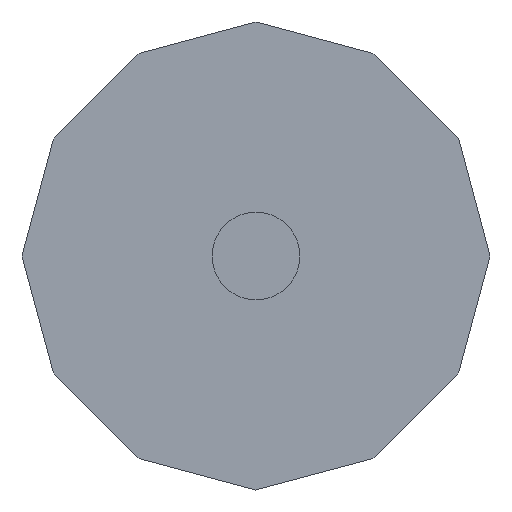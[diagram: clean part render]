
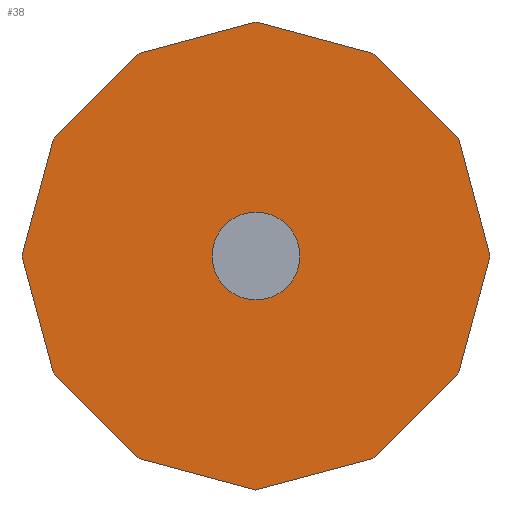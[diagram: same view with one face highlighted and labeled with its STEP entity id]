
A CAD part, front view. The second image highlights one B-rep face of the part: STEP entity #38.
In plain terms, the highlighted planar face has unit normal (0, -1, 0).
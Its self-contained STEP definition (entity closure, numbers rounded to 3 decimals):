
#23 = LINE ( 'NONE', #840, #1754 ) ;
#38 = ADVANCED_FACE ( 'NONE', ( #214, #1630 ), #2225, .T. ) ;
#40 = VECTOR ( 'NONE', #1355, 1000. ) ;
#47 = EDGE_CURVE ( 'NONE', #1390, #998, #816, .T. ) ;
#52 = DIRECTION ( 'NONE',  ( 0.259, 0., -0.966 ) ) ;
#83 = LINE ( 'NONE', #2543, #1085 ) ;
#105 = ORIENTED_EDGE ( 'NONE', *, *, #2665, .T. ) ;
#122 = DIRECTION ( 'NONE',  ( 0., 0., -1. ) ) ;
#164 = VERTEX_POINT ( 'NONE', #697 ) ;
#202 = VERTEX_POINT ( 'NONE', #1729 ) ;
#203 = DIRECTION ( 'NONE',  ( 0., -1., 0. ) ) ;
#214 = FACE_BOUND ( 'NONE', #480, .T. ) ;
#249 = ORIENTED_EDGE ( 'NONE', *, *, #2360, .T. ) ;
#330 = CARTESIAN_POINT ( 'NONE',  ( 6., -3., 10.392 ) ) ;
#348 = CARTESIAN_POINT ( 'NONE',  ( -10.392, -3., 6. ) ) ;
#375 = LINE ( 'NONE', #1424, #798 ) ;
#381 = DIRECTION ( 'NONE',  ( 0., -1., 0. ) ) ;
#413 = LINE ( 'NONE', #2259, #1025 ) ;
#418 = DIRECTION ( 'NONE',  ( 0.259, 0., 0.966 ) ) ;
#428 = CARTESIAN_POINT ( 'NONE',  ( -10.392, -3., -6. ) ) ;
#471 = DIRECTION ( 'NONE',  ( -0.259, 0., 0.966 ) ) ;
#480 = EDGE_LOOP ( 'NONE', ( #1435, #1338 ) ) ;
#487 = CARTESIAN_POINT ( 'NONE',  ( -6., -3., 10.392 ) ) ;
#500 = EDGE_CURVE ( 'NONE', #872, #519, #1670, .T. ) ;
#519 = VERTEX_POINT ( 'NONE', #487 ) ;
#525 = EDGE_CURVE ( 'NONE', #1930, #1849, #2318, .T. ) ;
#545 = DIRECTION ( 'NONE',  ( 0., -1., 0. ) ) ;
#560 = LINE ( 'NONE', #348, #40 ) ;
#652 = CARTESIAN_POINT ( 'NONE',  ( 12., -3., 0. ) ) ;
#697 = CARTESIAN_POINT ( 'NONE',  ( 0., -3., -2.25 ) ) ;
#755 = LINE ( 'NONE', #330, #2112 ) ;
#795 = VECTOR ( 'NONE', #2257, 1000. ) ;
#798 = VECTOR ( 'NONE', #418, 1000. ) ;
#816 = LINE ( 'NONE', #2461, #1511 ) ;
#827 = VECTOR ( 'NONE', #471, 1000. ) ;
#838 = CARTESIAN_POINT ( 'NONE',  ( 6., -3., -10.392 ) ) ;
#840 = CARTESIAN_POINT ( 'NONE',  ( -12., -3., 0. ) ) ;
#843 = ORIENTED_EDGE ( 'NONE', *, *, #2128, .T. ) ;
#845 = CARTESIAN_POINT ( 'NONE',  ( -12., -3., 0. ) ) ;
#849 = VERTEX_POINT ( 'NONE', #2427 ) ;
#866 = EDGE_CURVE ( 'NONE', #849, #1930, #375, .T. ) ;
#872 = VERTEX_POINT ( 'NONE', #2058 ) ;
#899 = AXIS2_PLACEMENT_3D ( 'NONE', #2464, #203, #1636 ) ;
#902 = DIRECTION ( 'NONE',  ( 0.966, 0., 0.259 ) ) ;
#913 = EDGE_CURVE ( 'NONE', #2531, #1390, #1039, .T. ) ;
#929 = EDGE_CURVE ( 'NONE', #1225, #2531, #23, .T. ) ;
#969 = CARTESIAN_POINT ( 'NONE',  ( 0., -3., 0. ) ) ;
#983 = VECTOR ( 'NONE', #2384, 1000. ) ;
#996 = ORIENTED_EDGE ( 'NONE', *, *, #47, .T. ) ;
#998 = VERTEX_POINT ( 'NONE', #2315 ) ;
#1025 = VECTOR ( 'NONE', #2068, 1000. ) ;
#1039 = LINE ( 'NONE', #428, #1144 ) ;
#1045 = DIRECTION ( 'NONE',  ( 0.966, 0., -0.259 ) ) ;
#1053 = ORIENTED_EDGE ( 'NONE', *, *, #2010, .T. ) ;
#1085 = VECTOR ( 'NONE', #902, 1000. ) ;
#1144 = VECTOR ( 'NONE', #1872, 1000. ) ;
#1158 = ORIENTED_EDGE ( 'NONE', *, *, #1997, .T. ) ;
#1166 = ORIENTED_EDGE ( 'NONE', *, *, #500, .T. ) ;
#1198 = CIRCLE ( 'NONE', #1852, 2.25 ) ;
#1225 = VERTEX_POINT ( 'NONE', #845 ) ;
#1249 = CARTESIAN_POINT ( 'NONE',  ( 0., -3., 0. ) ) ;
#1269 = EDGE_LOOP ( 'NONE', ( #105, #1053, #1166, #843, #1286, #2150, #1769, #996, #249, #1158, #2008, #2056 ) ) ;
#1286 = ORIENTED_EDGE ( 'NONE', *, *, #1677, .T. ) ;
#1338 = ORIENTED_EDGE ( 'NONE', *, *, #2025, .F. ) ;
#1355 = DIRECTION ( 'NONE',  ( -0.259, 0., -0.966 ) ) ;
#1390 = VERTEX_POINT ( 'NONE', #1668 ) ;
#1424 = CARTESIAN_POINT ( 'NONE',  ( 10.392, -3., -6. ) ) ;
#1435 = ORIENTED_EDGE ( 'NONE', *, *, #2185, .F. ) ;
#1492 = CARTESIAN_POINT ( 'NONE',  ( 0., -3., 12. ) ) ;
#1511 = VECTOR ( 'NONE', #1045, 1000. ) ;
#1554 = CARTESIAN_POINT ( 'NONE',  ( 6., -3., -10.392 ) ) ;
#1603 = CARTESIAN_POINT ( 'NONE',  ( 10.392, -3., 6. ) ) ;
#1630 = FACE_OUTER_BOUND ( 'NONE', #1269, .T. ) ;
#1636 = DIRECTION ( 'NONE',  ( 0., 0., -1. ) ) ;
#1650 = VECTOR ( 'NONE', #1697, 1000. ) ;
#1659 = DIRECTION ( 'NONE',  ( 0., 0., -1. ) ) ;
#1668 = CARTESIAN_POINT ( 'NONE',  ( -6., -3., -10.392 ) ) ;
#1670 = LINE ( 'NONE', #1492, #1650 ) ;
#1677 = EDGE_CURVE ( 'NONE', #2418, #1225, #560, .T. ) ;
#1697 = DIRECTION ( 'NONE',  ( -0.966, 0., -0.259 ) ) ;
#1729 = CARTESIAN_POINT ( 'NONE',  ( 6., -3., 10.392 ) ) ;
#1754 = VECTOR ( 'NONE', #52, 1000. ) ;
#1769 = ORIENTED_EDGE ( 'NONE', *, *, #913, .T. ) ;
#1788 = VERTEX_POINT ( 'NONE', #838 ) ;
#1849 = VERTEX_POINT ( 'NONE', #1922 ) ;
#1852 = AXIS2_PLACEMENT_3D ( 'NONE', #969, #545, #122 ) ;
#1872 = DIRECTION ( 'NONE',  ( 0.707, 0., -0.707 ) ) ;
#1910 = CARTESIAN_POINT ( 'NONE',  ( 12., -3., 0. ) ) ;
#1922 = CARTESIAN_POINT ( 'NONE',  ( 10.392, -3., 6. ) ) ;
#1930 = VERTEX_POINT ( 'NONE', #1910 ) ;
#1970 = VERTEX_POINT ( 'NONE', #2563 ) ;
#1997 = EDGE_CURVE ( 'NONE', #1788, #849, #2369, .T. ) ;
#2008 = ORIENTED_EDGE ( 'NONE', *, *, #866, .T. ) ;
#2010 = EDGE_CURVE ( 'NONE', #202, #872, #755, .T. ) ;
#2025 = EDGE_CURVE ( 'NONE', #1970, #164, #1198, .T. ) ;
#2056 = ORIENTED_EDGE ( 'NONE', *, *, #525, .T. ) ;
#2058 = CARTESIAN_POINT ( 'NONE',  ( 0., -3., 12. ) ) ;
#2067 = CIRCLE ( 'NONE', #899, 2.25 ) ;
#2068 = DIRECTION ( 'NONE',  ( -0.707, 0., -0.707 ) ) ;
#2112 = VECTOR ( 'NONE', #2585, 1000. ) ;
#2128 = EDGE_CURVE ( 'NONE', #519, #2418, #413, .T. ) ;
#2150 = ORIENTED_EDGE ( 'NONE', *, *, #929, .T. ) ;
#2170 = CARTESIAN_POINT ( 'NONE',  ( -10.392, -3., 6. ) ) ;
#2185 = EDGE_CURVE ( 'NONE', #164, #1970, #2067, .T. ) ;
#2225 = PLANE ( 'NONE',  #2336 ) ;
#2257 = DIRECTION ( 'NONE',  ( -0.707, 0., 0.707 ) ) ;
#2259 = CARTESIAN_POINT ( 'NONE',  ( -6., -3., 10.392 ) ) ;
#2268 = CARTESIAN_POINT ( 'NONE',  ( -10.392, -3., -6. ) ) ;
#2315 = CARTESIAN_POINT ( 'NONE',  ( 0., -3., -12. ) ) ;
#2318 = LINE ( 'NONE', #652, #827 ) ;
#2336 = AXIS2_PLACEMENT_3D ( 'NONE', #1249, #381, #1659 ) ;
#2360 = EDGE_CURVE ( 'NONE', #998, #1788, #83, .T. ) ;
#2369 = LINE ( 'NONE', #1554, #983 ) ;
#2384 = DIRECTION ( 'NONE',  ( 0.707, 0., 0.707 ) ) ;
#2418 = VERTEX_POINT ( 'NONE', #2170 ) ;
#2427 = CARTESIAN_POINT ( 'NONE',  ( 10.392, -3., -6. ) ) ;
#2461 = CARTESIAN_POINT ( 'NONE',  ( -6., -3., -10.392 ) ) ;
#2464 = CARTESIAN_POINT ( 'NONE',  ( 0., -3., 0. ) ) ;
#2531 = VERTEX_POINT ( 'NONE', #2268 ) ;
#2543 = CARTESIAN_POINT ( 'NONE',  ( 0., -3., -12. ) ) ;
#2563 = CARTESIAN_POINT ( 'NONE',  ( 0., -3., 2.25 ) ) ;
#2585 = DIRECTION ( 'NONE',  ( -0.966, 0., 0.259 ) ) ;
#2625 = LINE ( 'NONE', #1603, #795 ) ;
#2665 = EDGE_CURVE ( 'NONE', #1849, #202, #2625, .T. ) ;
